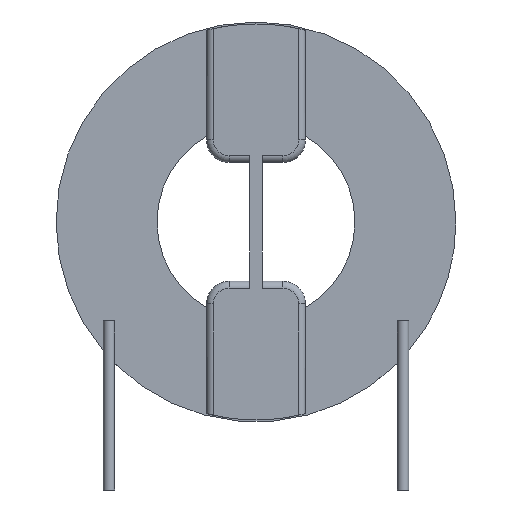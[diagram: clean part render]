
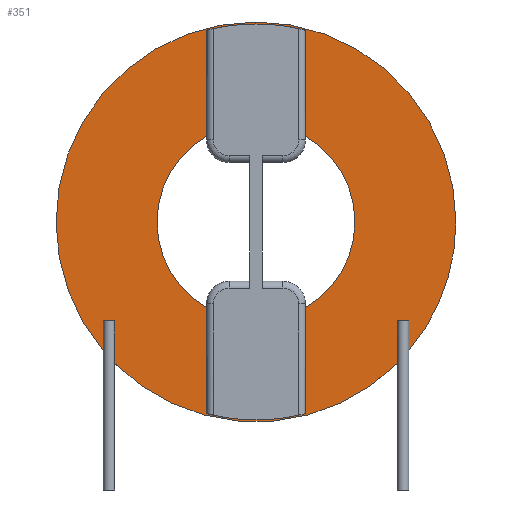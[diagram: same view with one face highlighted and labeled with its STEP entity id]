
A CAD part, front view. The second image highlights one B-rep face of the part: STEP entity #351.
In plain terms, the highlighted planar face has unit normal (0, -1, 0).
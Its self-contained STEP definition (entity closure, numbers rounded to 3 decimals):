
#24 = VERTEX_POINT('',#25);
#25 = CARTESIAN_POINT('',(2.188,-4.,5.161));
#50 = VERTEX_POINT('',#51);
#51 = CARTESIAN_POINT('',(2.188,-4.,12.739));
#57 = EDGE_CURVE('',#58,#50,#60,.T.);
#58 = VERTEX_POINT('',#59);
#59 = CARTESIAN_POINT('',(4.375,-4.,8.95));
#60 = CIRCLE('',#61,4.375);
#61 = AXIS2_PLACEMENT_3D('',#62,#63,#64);
#62 = CARTESIAN_POINT('',(0.,-4.,8.95));
#63 = DIRECTION('',(0.,-1.,0.));
#64 = DIRECTION('',(1.,0.,0.));
#66 = EDGE_CURVE('',#24,#58,#67,.T.);
#67 = CIRCLE('',#68,4.375);
#68 = AXIS2_PLACEMENT_3D('',#69,#70,#71);
#69 = CARTESIAN_POINT('',(0.,-4.,8.95));
#70 = DIRECTION('',(0.,-1.,0.));
#71 = DIRECTION('',(1.,0.,0.));
#116 = VERTEX_POINT('',#117);
#117 = CARTESIAN_POINT('',(2.188,-4.,0.478));
#123 = EDGE_CURVE('',#116,#24,#124,.T.);
#124 = LINE('',#125,#126);
#125 = CARTESIAN_POINT('',(2.188,-4.,4.575));
#126 = VECTOR('',#127,1.);
#127 = DIRECTION('',(0.,0.,1.));
#317 = EDGE_CURVE('',#50,#318,#320,.T.);
#318 = VERTEX_POINT('',#319);
#319 = CARTESIAN_POINT('',(2.188,-4.,17.422));
#320 = LINE('',#321,#322);
#321 = CARTESIAN_POINT('',(2.188,-4.,4.575));
#322 = VECTOR('',#323,1.);
#323 = DIRECTION('',(0.,0.,1.));
#351 = ADVANCED_FACE('',(#352,#429),#494,.T.);
#352 = FACE_BOUND('',#353,.T.);
#353 = EDGE_LOOP('',(#354,#365,#374,#382,#390,#398,#407,#415,#423));
#354 = ORIENTED_EDGE('',*,*,#355,.T.);
#355 = EDGE_CURVE('',#356,#358,#360,.T.);
#356 = VERTEX_POINT('',#357);
#357 = CARTESIAN_POINT('',(6.75,-4.,3.246));
#358 = VERTEX_POINT('',#359);
#359 = CARTESIAN_POINT('',(8.838,-4.,8.95));
#360 = CIRCLE('',#361,8.838);
#361 = AXIS2_PLACEMENT_3D('',#362,#363,#364);
#362 = CARTESIAN_POINT('',(0.,-4.,8.95));
#363 = DIRECTION('',(0.,-1.,0.));
#364 = DIRECTION('',(1.,0.,0.));
#365 = ORIENTED_EDGE('',*,*,#366,.T.);
#366 = EDGE_CURVE('',#358,#367,#369,.T.);
#367 = VERTEX_POINT('',#368);
#368 = CARTESIAN_POINT('',(-6.75,-4.,3.246));
#369 = CIRCLE('',#370,8.838);
#370 = AXIS2_PLACEMENT_3D('',#371,#372,#373);
#371 = CARTESIAN_POINT('',(0.,-4.,8.95));
#372 = DIRECTION('',(0.,-1.,0.));
#373 = DIRECTION('',(1.,0.,0.));
#374 = ORIENTED_EDGE('',*,*,#375,.T.);
#375 = EDGE_CURVE('',#367,#376,#378,.T.);
#376 = VERTEX_POINT('',#377);
#377 = CARTESIAN_POINT('',(-6.75,-4.,4.575));
#378 = LINE('',#379,#380);
#379 = CARTESIAN_POINT('',(-6.75,-4.,-2.9));
#380 = VECTOR('',#381,1.);
#381 = DIRECTION('',(0.,0.,1.));
#382 = ORIENTED_EDGE('',*,*,#383,.T.);
#383 = EDGE_CURVE('',#376,#384,#386,.T.);
#384 = VERTEX_POINT('',#385);
#385 = CARTESIAN_POINT('',(-6.25,-4.,4.575));
#386 = LINE('',#387,#388);
#387 = CARTESIAN_POINT('',(-3.25,-4.,4.575));
#388 = VECTOR('',#389,1.);
#389 = DIRECTION('',(1.,0.,0.));
#390 = ORIENTED_EDGE('',*,*,#391,.F.);
#391 = EDGE_CURVE('',#392,#384,#394,.T.);
#392 = VERTEX_POINT('',#393);
#393 = CARTESIAN_POINT('',(-6.25,-4.,2.702));
#394 = LINE('',#395,#396);
#395 = CARTESIAN_POINT('',(-6.25,-4.,-2.9));
#396 = VECTOR('',#397,1.);
#397 = DIRECTION('',(0.,0.,1.));
#398 = ORIENTED_EDGE('',*,*,#399,.T.);
#399 = EDGE_CURVE('',#392,#400,#402,.T.);
#400 = VERTEX_POINT('',#401);
#401 = CARTESIAN_POINT('',(6.25,-4.,2.702));
#402 = CIRCLE('',#403,8.838);
#403 = AXIS2_PLACEMENT_3D('',#404,#405,#406);
#404 = CARTESIAN_POINT('',(0.,-4.,8.95));
#405 = DIRECTION('',(0.,-1.,0.));
#406 = DIRECTION('',(1.,0.,0.));
#407 = ORIENTED_EDGE('',*,*,#408,.T.);
#408 = EDGE_CURVE('',#400,#409,#411,.T.);
#409 = VERTEX_POINT('',#410);
#410 = CARTESIAN_POINT('',(6.25,-4.,4.575));
#411 = LINE('',#412,#413);
#412 = CARTESIAN_POINT('',(6.25,-4.,-2.9));
#413 = VECTOR('',#414,1.);
#414 = DIRECTION('',(0.,0.,1.));
#415 = ORIENTED_EDGE('',*,*,#416,.T.);
#416 = EDGE_CURVE('',#409,#417,#419,.T.);
#417 = VERTEX_POINT('',#418);
#418 = CARTESIAN_POINT('',(6.75,-4.,4.575));
#419 = LINE('',#420,#421);
#420 = CARTESIAN_POINT('',(3.25,-4.,4.575));
#421 = VECTOR('',#422,1.);
#422 = DIRECTION('',(1.,0.,0.));
#423 = ORIENTED_EDGE('',*,*,#424,.F.);
#424 = EDGE_CURVE('',#356,#417,#425,.T.);
#425 = LINE('',#426,#427);
#426 = CARTESIAN_POINT('',(6.75,-4.,-2.9));
#427 = VECTOR('',#428,1.);
#428 = DIRECTION('',(0.,0.,1.));
#429 = FACE_BOUND('',#430,.T.);
#430 = EDGE_LOOP('',(#431,#432,#433,#434,#443,#452,#460,#469,#477,#486,
    #493));
#431 = ORIENTED_EDGE('',*,*,#57,.F.);
#432 = ORIENTED_EDGE('',*,*,#66,.F.);
#433 = ORIENTED_EDGE('',*,*,#123,.F.);
#434 = ORIENTED_EDGE('',*,*,#435,.F.);
#435 = EDGE_CURVE('',#436,#116,#438,.T.);
#436 = VERTEX_POINT('',#437);
#437 = CARTESIAN_POINT('',(0.,-4.,0.2));
#438 = CIRCLE('',#439,8.75);
#439 = AXIS2_PLACEMENT_3D('',#440,#441,#442);
#440 = CARTESIAN_POINT('',(0.,-4.,8.95));
#441 = DIRECTION('',(0.,-1.,0.));
#442 = DIRECTION('',(1.,0.,0.));
#443 = ORIENTED_EDGE('',*,*,#444,.F.);
#444 = EDGE_CURVE('',#445,#436,#447,.T.);
#445 = VERTEX_POINT('',#446);
#446 = CARTESIAN_POINT('',(-2.188,-4.,0.478));
#447 = CIRCLE('',#448,8.75);
#448 = AXIS2_PLACEMENT_3D('',#449,#450,#451);
#449 = CARTESIAN_POINT('',(0.,-4.,8.95));
#450 = DIRECTION('',(0.,-1.,0.));
#451 = DIRECTION('',(1.,0.,0.));
#452 = ORIENTED_EDGE('',*,*,#453,.T.);
#453 = EDGE_CURVE('',#445,#454,#456,.T.);
#454 = VERTEX_POINT('',#455);
#455 = CARTESIAN_POINT('',(-2.188,-4.,5.161));
#456 = LINE('',#457,#458);
#457 = CARTESIAN_POINT('',(-2.188,-4.,4.575));
#458 = VECTOR('',#459,1.);
#459 = DIRECTION('',(0.,0.,1.));
#460 = ORIENTED_EDGE('',*,*,#461,.F.);
#461 = EDGE_CURVE('',#462,#454,#464,.T.);
#462 = VERTEX_POINT('',#463);
#463 = CARTESIAN_POINT('',(-2.188,-4.,12.739));
#464 = CIRCLE('',#465,4.375);
#465 = AXIS2_PLACEMENT_3D('',#466,#467,#468);
#466 = CARTESIAN_POINT('',(0.,-4.,8.95));
#467 = DIRECTION('',(0.,-1.,0.));
#468 = DIRECTION('',(1.,0.,0.));
#469 = ORIENTED_EDGE('',*,*,#470,.T.);
#470 = EDGE_CURVE('',#462,#471,#473,.T.);
#471 = VERTEX_POINT('',#472);
#472 = CARTESIAN_POINT('',(-2.188,-4.,17.422));
#473 = LINE('',#474,#475);
#474 = CARTESIAN_POINT('',(-2.188,-4.,4.575));
#475 = VECTOR('',#476,1.);
#476 = DIRECTION('',(0.,0.,1.));
#477 = ORIENTED_EDGE('',*,*,#478,.F.);
#478 = EDGE_CURVE('',#479,#471,#481,.T.);
#479 = VERTEX_POINT('',#480);
#480 = CARTESIAN_POINT('',(0.,-4.,17.7));
#481 = CIRCLE('',#482,8.75);
#482 = AXIS2_PLACEMENT_3D('',#483,#484,#485);
#483 = CARTESIAN_POINT('',(0.,-4.,8.95));
#484 = DIRECTION('',(0.,-1.,0.));
#485 = DIRECTION('',(1.,0.,0.));
#486 = ORIENTED_EDGE('',*,*,#487,.F.);
#487 = EDGE_CURVE('',#318,#479,#488,.T.);
#488 = CIRCLE('',#489,8.75);
#489 = AXIS2_PLACEMENT_3D('',#490,#491,#492);
#490 = CARTESIAN_POINT('',(0.,-4.,8.95));
#491 = DIRECTION('',(0.,-1.,0.));
#492 = DIRECTION('',(1.,0.,0.));
#493 = ORIENTED_EDGE('',*,*,#317,.F.);
#494 = PLANE('',#495);
#495 = AXIS2_PLACEMENT_3D('',#496,#497,#498);
#496 = CARTESIAN_POINT('',(0.,-4.,8.95));
#497 = DIRECTION('',(0.,-1.,0.));
#498 = DIRECTION('',(1.,0.,0.));
